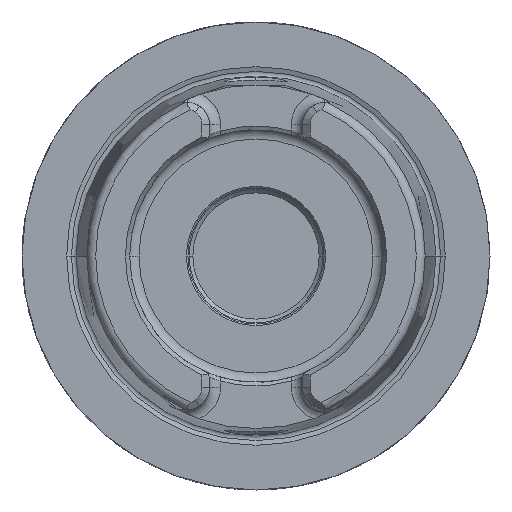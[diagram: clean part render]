
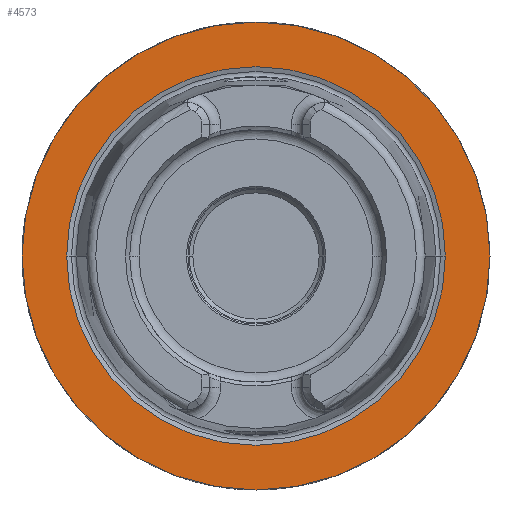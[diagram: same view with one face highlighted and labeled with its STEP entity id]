
A CAD part, left-side view. The second image highlights one B-rep face of the part: STEP entity #4573.
In plain terms, the highlighted planar face has unit normal (-1, 0, 0).
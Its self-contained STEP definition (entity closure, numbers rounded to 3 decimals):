
#1068=CARTESIAN_POINT('',(0.,0.,0.));
#1069=DIRECTION('',(1.,0.,0.));
#1070=DIRECTION('',(0.,1.,0.));
#1071=AXIS2_PLACEMENT_3D('',#1068,#1069,#1070);
#1073=CARTESIAN_POINT('',(0.,0.,0.));
#1074=DIRECTION('',(-1.,0.,0.));
#1075=DIRECTION('',(0.,1.,0.));
#1076=AXIS2_PLACEMENT_3D('',#1073,#1074,#1075);
#1078=CARTESIAN_POINT('',(0.,0.,0.));
#1079=DIRECTION('',(-1.,0.,0.));
#1080=DIRECTION('',(0.,-1.,0.));
#1081=AXIS2_PLACEMENT_3D('',#1078,#1079,#1080);
#1083=CARTESIAN_POINT('',(0.,0.,0.));
#1084=DIRECTION('',(-1.,0.,0.));
#1085=DIRECTION('',(0.,1.,0.));
#1086=AXIS2_PLACEMENT_3D('',#1083,#1084,#1085);
#2806=CARTESIAN_POINT('',(0.,31.5,0.));
#2807=CARTESIAN_POINT('',(0.,-31.5,0.));
#2808=VERTEX_POINT('',#2806);
#2809=VERTEX_POINT('',#2807);
#2834=CARTESIAN_POINT('',(0.,-25.49,0.));
#2835=VERTEX_POINT('',#2834);
#2836=CARTESIAN_POINT('',(0.,25.49,0.));
#2837=VERTEX_POINT('',#2836);
#4558=CARTESIAN_POINT('',(0.,0.,0.));
#4559=DIRECTION('',(1.,0.,0.));
#4560=DIRECTION('',(0.,-1.,0.));
#4561=AXIS2_PLACEMENT_3D('',#4558,#4559,#4560);
#4562=PLANE('',#4561);
#4564=ORIENTED_EDGE('',*,*,#4563,.T.);
#4566=ORIENTED_EDGE('',*,*,#4565,.F.);
#4567=EDGE_LOOP('',(#4564,#4566));
#4568=FACE_OUTER_BOUND('',#4567,.F.);
#4569=ORIENTED_EDGE('',*,*,#4553,.T.);
#4570=ORIENTED_EDGE('',*,*,#4537,.T.);
#4571=EDGE_LOOP('',(#4569,#4570));
#4572=FACE_BOUND('',#4571,.F.);
#4573=ADVANCED_FACE('',(#4568,#4572),#4562,.F.);
#1072=CIRCLE('',#1071,31.5);
#1077=CIRCLE('',#1076,31.5);
#1082=CIRCLE('',#1081,25.49);
#1087=CIRCLE('',#1086,25.49);
#4537=EDGE_CURVE('',#2837,#2835,#1087,.T.);
#4553=EDGE_CURVE('',#2835,#2837,#1082,.T.);
#4563=EDGE_CURVE('',#2808,#2809,#1072,.T.);
#4565=EDGE_CURVE('',#2808,#2809,#1077,.T.);
